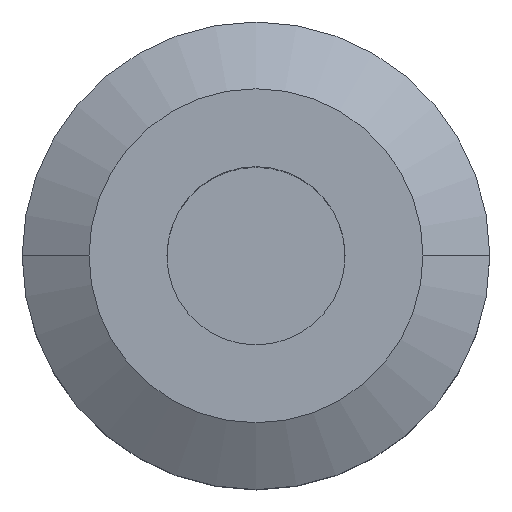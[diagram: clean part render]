
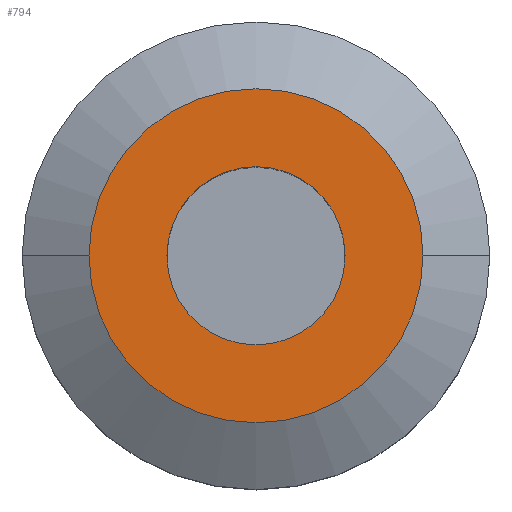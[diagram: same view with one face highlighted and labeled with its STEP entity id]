
A CAD part, top view. The second image highlights one B-rep face of the part: STEP entity #794.
In plain terms, the highlighted planar face has unit normal (0, 0, 1).
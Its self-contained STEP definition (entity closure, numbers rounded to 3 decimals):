
#38 = AXIS2_PLACEMENT_3D ( 'NONE', #494, #1322, #594 ) ;
#74 = ORIENTED_EDGE ( 'NONE', *, *, #1348, .F. ) ;
#80 = AXIS2_PLACEMENT_3D ( 'NONE', #1344, #1338, #736 ) ;
#106 = EDGE_CURVE ( 'NONE', #1301, #507, #153, .T. ) ;
#153 = CIRCLE ( 'NONE', #1298, 8. ) ;
#269 = DIRECTION ( 'NONE',  ( -1., 0., 0. ) ) ;
#271 = ORIENTED_EDGE ( 'NONE', *, *, #106, .T. ) ;
#277 = EDGE_CURVE ( 'NONE', #507, #1301, #744, .T. ) ;
#328 = EDGE_CURVE ( 'NONE', #1191, #893, #1106, .T. ) ;
#332 = CARTESIAN_POINT ( 'NONE',  ( -8., 0., 60. ) ) ;
#379 = CARTESIAN_POINT ( 'NONE',  ( 0., 0., 60. ) ) ;
#494 = CARTESIAN_POINT ( 'NONE',  ( 0., 15., 60. ) ) ;
#507 = VERTEX_POINT ( 'NONE', #332 ) ;
#576 = AXIS2_PLACEMENT_3D ( 'NONE', #948, #1141, #577 ) ;
#577 = DIRECTION ( 'NONE',  ( -1., 0., 0. ) ) ;
#594 = DIRECTION ( 'NONE',  ( 1., 0., 0. ) ) ;
#625 = CARTESIAN_POINT ( 'NONE',  ( 15., 0., 60. ) ) ;
#631 = CARTESIAN_POINT ( 'NONE',  ( 8., 0., 60. ) ) ;
#736 = DIRECTION ( 'NONE',  ( -1., 0., 0. ) ) ;
#744 = CIRCLE ( 'NONE', #576, 8. ) ;
#794 = ADVANCED_FACE ( 'NONE', ( #860, #1126 ), #909, .T. ) ;
#812 = ORIENTED_EDGE ( 'NONE', *, *, #328, .F. ) ;
#849 = AXIS2_PLACEMENT_3D ( 'NONE', #379, #1223, #269 ) ;
#860 = FACE_BOUND ( 'NONE', #1075, .T. ) ;
#893 = VERTEX_POINT ( 'NONE', #625 ) ;
#909 = PLANE ( 'NONE',  #38 ) ;
#948 = CARTESIAN_POINT ( 'NONE',  ( 0., 0., 60. ) ) ;
#1032 = EDGE_LOOP ( 'NONE', ( #812, #74 ) ) ;
#1038 = CARTESIAN_POINT ( 'NONE',  ( 0., 0., 60. ) ) ;
#1068 = CARTESIAN_POINT ( 'NONE',  ( -15., 0., 60. ) ) ;
#1075 = EDGE_LOOP ( 'NONE', ( #1305, #271 ) ) ;
#1106 = CIRCLE ( 'NONE', #80, 15. ) ;
#1126 = FACE_OUTER_BOUND ( 'NONE', #1032, .T. ) ;
#1141 = DIRECTION ( 'NONE',  ( 0., 0., -1. ) ) ;
#1191 = VERTEX_POINT ( 'NONE', #1068 ) ;
#1207 = DIRECTION ( 'NONE',  ( 0., 0., -1. ) ) ;
#1223 = DIRECTION ( 'NONE',  ( 0., 0., -1. ) ) ;
#1298 = AXIS2_PLACEMENT_3D ( 'NONE', #1038, #1207, #1332 ) ;
#1301 = VERTEX_POINT ( 'NONE', #631 ) ;
#1305 = ORIENTED_EDGE ( 'NONE', *, *, #277, .T. ) ;
#1322 = DIRECTION ( 'NONE',  ( 0., 0., 1. ) ) ;
#1332 = DIRECTION ( 'NONE',  ( -1., 0., 0. ) ) ;
#1338 = DIRECTION ( 'NONE',  ( 0., 0., -1. ) ) ;
#1344 = CARTESIAN_POINT ( 'NONE',  ( 0., 0., 60. ) ) ;
#1348 = EDGE_CURVE ( 'NONE', #893, #1191, #1373, .T. ) ;
#1373 = CIRCLE ( 'NONE', #849, 15. ) ;
